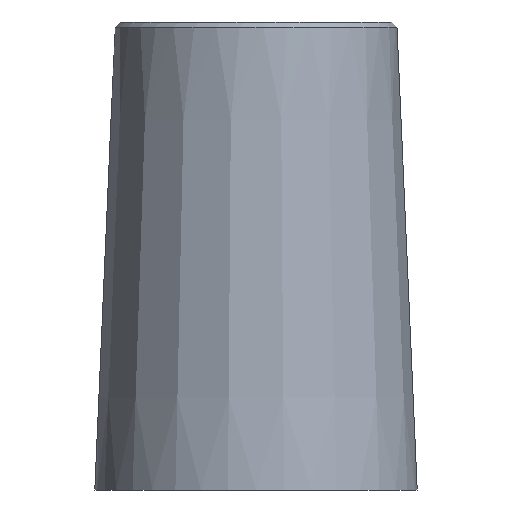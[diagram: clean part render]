
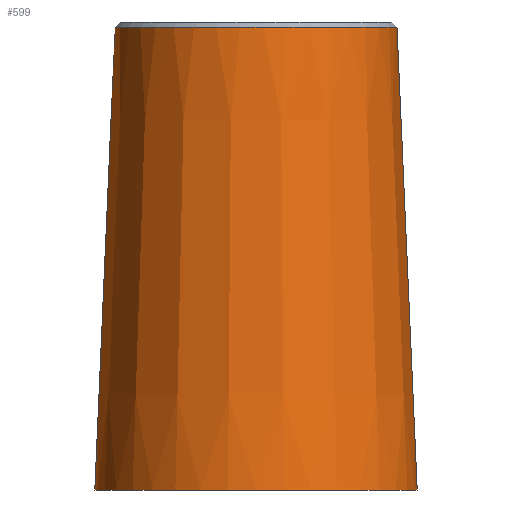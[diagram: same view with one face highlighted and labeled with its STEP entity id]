
A CAD part, left-side view. The second image highlights one B-rep face of the part: STEP entity #599.
In plain terms, the highlighted conical face has half-angle 2.5 degrees and reference radius 15.5 mm.
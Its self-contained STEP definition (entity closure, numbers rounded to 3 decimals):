
#301=HYPERBOLA('',#554,229.038,10.);
#305=HYPERBOLA('',#566,229.038,10.);
#309=CONICAL_SURFACE('',#564,15.5,2.5);
#334=ORIENTED_EDGE('',*,*,#410,.T.);
#335=ORIENTED_EDGE('',*,*,#411,.F.);
#336=ORIENTED_EDGE('',*,*,#412,.F.);
#337=ORIENTED_EDGE('',*,*,#400,.F.);
#338=ORIENTED_EDGE('',*,*,#408,.F.);
#369=CIRCLE('',#562,13.557);
#370=CIRCLE('',#565,15.5);
#371=CIRCLE('',#567,13.819);
#381=VERTEX_POINT('',#627);
#382=VERTEX_POINT('',#629);
#387=VERTEX_POINT('',#645);
#388=VERTEX_POINT('',#649);
#389=VERTEX_POINT('',#651);
#400=EDGE_CURVE('',#381,#382,#301,.T.);
#408=EDGE_CURVE('',#387,#381,#369,.T.);
#410=EDGE_CURVE('',#388,#388,#370,.T.);
#411=EDGE_CURVE('',#389,#387,#305,.T.);
#412=EDGE_CURVE('',#382,#389,#371,.T.);
#427=EDGE_LOOP('',(#334));
#428=EDGE_LOOP('',(#335,#336,#337,#338));
#449=FACE_BOUND('',#427,.T.);
#450=FACE_BOUND('',#428,.T.);
#482=DIRECTION('',(0.,-1.,0.));
#483=DIRECTION('',(0.,0.,-1.));
#501=DIRECTION('',(0.,0.,1.));
#502=DIRECTION('',(9.154,10.,0.));
#505=DIRECTION('',(0.,0.,-1.));
#506=DIRECTION('',(0.,-1.,0.));
#507=DIRECTION('',(0.,0.,1.));
#508=DIRECTION('',(0.,-15.5,0.));
#509=DIRECTION('',(0.,1.,0.));
#510=DIRECTION('',(0.,0.,-1.));
#511=DIRECTION('',(0.,0.,1.));
#512=DIRECTION('',(9.538,-10.,0.));
#554=AXIS2_PLACEMENT_3D('',#630,#482,#483);
#562=AXIS2_PLACEMENT_3D('',#646,#501,#502);
#564=AXIS2_PLACEMENT_3D('',#648,#505,#506);
#565=AXIS2_PLACEMENT_3D('',#650,#507,#508);
#566=AXIS2_PLACEMENT_3D('',#652,#509,#510);
#567=AXIS2_PLACEMENT_3D('',#653,#511,#512);
#599=ADVANCED_FACE('',(#449,#450),#309,.T.);
#627=CARTESIAN_POINT('',(-91.061,89.324,44.5));
#629=CARTESIAN_POINT('',(-90.678,89.324,38.5));
#630=CARTESIAN_POINT('',(-100.215,89.324,355.008));
#645=CARTESIAN_POINT('',(-91.061,109.323,44.5));
#646=CARTESIAN_POINT('',(-100.215,99.324,44.5));
#648=CARTESIAN_POINT('',(-100.215,99.324,0.));
#649=CARTESIAN_POINT('',(-100.215,83.824,0.));
#650=CARTESIAN_POINT('',(-100.215,99.324,0.));
#651=CARTESIAN_POINT('',(-90.678,109.324,38.5));
#652=CARTESIAN_POINT('',(-100.215,109.324,355.008));
#653=CARTESIAN_POINT('',(-100.215,99.324,38.5));
